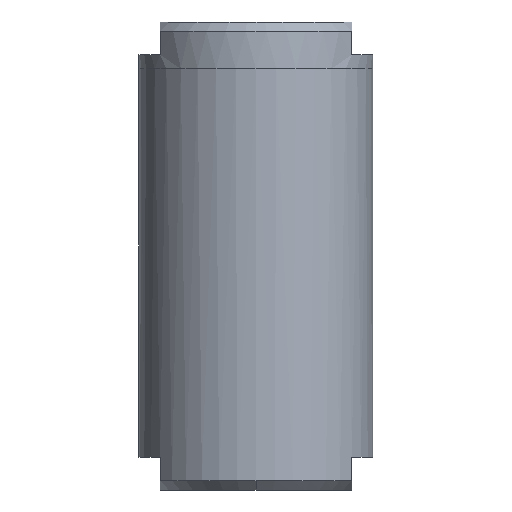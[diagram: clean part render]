
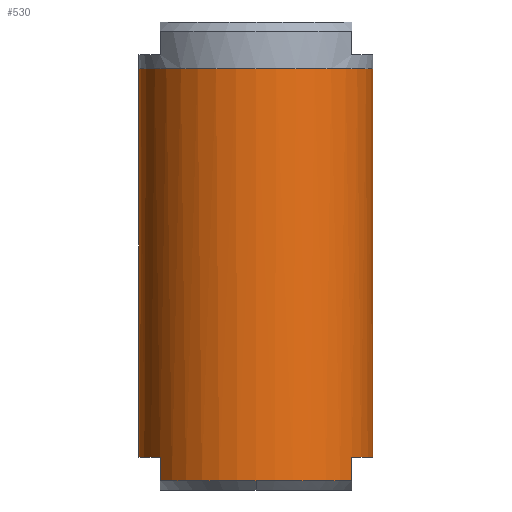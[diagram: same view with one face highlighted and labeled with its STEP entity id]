
A CAD part, front view. The second image highlights one B-rep face of the part: STEP entity #530.
In plain terms, the highlighted cylindrical face has radius 25 mm (diameter 50 mm), a partial arc.
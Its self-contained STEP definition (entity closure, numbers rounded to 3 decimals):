
#6 = VERTEX_POINT ( 'NONE', #1030 ) ;
#15 = CARTESIAN_POINT ( 'NONE',  ( -25., 0., 0. ) ) ;
#26 = CARTESIAN_POINT ( 'NONE',  ( -20.5, -14.309, -83. ) ) ;
#28 = CARTESIAN_POINT ( 'NONE',  ( -25., 0., -83. ) ) ;
#122 = ORIENTED_EDGE ( 'NONE', *, *, #525, .T. ) ;
#186 = DIRECTION ( 'NONE',  ( 1., 0., 0. ) ) ;
#206 = CARTESIAN_POINT ( 'NONE',  ( 0., 0., -83. ) ) ;
#243 = DIRECTION ( 'NONE',  ( 1., 0., 0. ) ) ;
#250 = DIRECTION ( 'NONE',  ( 1., 0., 0. ) ) ;
#253 = LINE ( 'NONE', #276, #873 ) ;
#276 = CARTESIAN_POINT ( 'NONE',  ( -20.5, -14.309, -83. ) ) ;
#290 = EDGE_CURVE ( 'NONE', #511, #1037, #338, .T. ) ;
#291 = VERTEX_POINT ( 'NONE', #608 ) ;
#295 = AXIS2_PLACEMENT_3D ( 'NONE', #297, #972, #186 ) ;
#297 = CARTESIAN_POINT ( 'NONE',  ( 0., 0., -88. ) ) ;
#306 = LINE ( 'NONE', #1290, #1308 ) ;
#308 = CARTESIAN_POINT ( 'NONE',  ( -20.5, -14.309, -88. ) ) ;
#338 = CIRCLE ( 'NONE', #1363, 25. ) ;
#347 = ORIENTED_EDGE ( 'NONE', *, *, #756, .T. ) ;
#359 = VECTOR ( 'NONE', #415, 1000. ) ;
#371 = LINE ( 'NONE', #378, #1162 ) ;
#378 = CARTESIAN_POINT ( 'NONE',  ( 25., 0., 0. ) ) ;
#409 = DIRECTION ( 'NONE',  ( 0., 0., 1. ) ) ;
#415 = DIRECTION ( 'NONE',  ( 0., 0., 1. ) ) ;
#426 = EDGE_CURVE ( 'NONE', #624, #6, #306, .T. ) ;
#462 = EDGE_CURVE ( 'NONE', #1008, #1037, #1155, .T. ) ;
#489 = EDGE_LOOP ( 'NONE', ( #1397, #546, #347, #614, #122, #1131, #1307, #986, #554 ) ) ;
#511 = VERTEX_POINT ( 'NONE', #636 ) ;
#525 = EDGE_CURVE ( 'NONE', #291, #624, #612, .T. ) ;
#530 = ADVANCED_FACE ( 'NONE', ( #918 ), #587, .T. ) ;
#546 = ORIENTED_EDGE ( 'NONE', *, *, #991, .T. ) ;
#554 = ORIENTED_EDGE ( 'NONE', *, *, #290, .T. ) ;
#568 = DIRECTION ( 'NONE',  ( 1., 0., 0. ) ) ;
#587 = CYLINDRICAL_SURFACE ( 'NONE', #826, 25. ) ;
#608 = CARTESIAN_POINT ( 'NONE',  ( 0., -25., -88. ) ) ;
#612 = CIRCLE ( 'NONE', #295, 25. ) ;
#614 = ORIENTED_EDGE ( 'NONE', *, *, #808, .T. ) ;
#624 = VERTEX_POINT ( 'NONE', #1148 ) ;
#636 = CARTESIAN_POINT ( 'NONE',  ( 25., 0., 0. ) ) ;
#645 = DIRECTION ( 'NONE',  ( 0., 0., 1. ) ) ;
#647 = DIRECTION ( 'NONE',  ( 0., 0., 1. ) ) ;
#671 = EDGE_CURVE ( 'NONE', #708, #511, #371, .T. ) ;
#708 = VERTEX_POINT ( 'NONE', #1328 ) ;
#756 = EDGE_CURVE ( 'NONE', #1242, #1175, #253, .T. ) ;
#808 = EDGE_CURVE ( 'NONE', #1175, #291, #981, .T. ) ;
#826 = AXIS2_PLACEMENT_3D ( 'NONE', #1071, #409, #1163 ) ;
#828 = DIRECTION ( 'NONE',  ( 0., 0., -1. ) ) ;
#873 = VECTOR ( 'NONE', #828, 1000. ) ;
#916 = DIRECTION ( 'NONE',  ( 0., 0., 1. ) ) ;
#918 = FACE_OUTER_BOUND ( 'NONE', #489, .T. ) ;
#926 = AXIS2_PLACEMENT_3D ( 'NONE', #1019, #1120, #568 ) ;
#945 = CIRCLE ( 'NONE', #1011, 25. ) ;
#972 = DIRECTION ( 'NONE',  ( 0., 0., 1. ) ) ;
#981 = CIRCLE ( 'NONE', #926, 25. ) ;
#986 = ORIENTED_EDGE ( 'NONE', *, *, #671, .T. ) ;
#991 = EDGE_CURVE ( 'NONE', #1008, #1242, #1320, .T. ) ;
#1008 = VERTEX_POINT ( 'NONE', #28 ) ;
#1011 = AXIS2_PLACEMENT_3D ( 'NONE', #206, #647, #250 ) ;
#1016 = DIRECTION ( 'NONE',  ( 1., 0., 0. ) ) ;
#1017 = DIRECTION ( 'NONE',  ( 0., 0., -1. ) ) ;
#1019 = CARTESIAN_POINT ( 'NONE',  ( 0., 0., -88. ) ) ;
#1022 = DIRECTION ( 'NONE',  ( 0., 0., 1. ) ) ;
#1030 = CARTESIAN_POINT ( 'NONE',  ( 20.5, -14.309, -83. ) ) ;
#1037 = VERTEX_POINT ( 'NONE', #15 ) ;
#1071 = CARTESIAN_POINT ( 'NONE',  ( 0., 0., 0. ) ) ;
#1118 = CARTESIAN_POINT ( 'NONE',  ( 0., 0., -83. ) ) ;
#1120 = DIRECTION ( 'NONE',  ( 0., 0., 1. ) ) ;
#1131 = ORIENTED_EDGE ( 'NONE', *, *, #426, .T. ) ;
#1148 = CARTESIAN_POINT ( 'NONE',  ( 20.5, -14.309, -88. ) ) ;
#1155 = LINE ( 'NONE', #1180, #359 ) ;
#1162 = VECTOR ( 'NONE', #916, 1000. ) ;
#1163 = DIRECTION ( 'NONE',  ( 1., 0., 0. ) ) ;
#1175 = VERTEX_POINT ( 'NONE', #308 ) ;
#1180 = CARTESIAN_POINT ( 'NONE',  ( -25., 0., 0. ) ) ;
#1241 = AXIS2_PLACEMENT_3D ( 'NONE', #1118, #1022, #1016 ) ;
#1242 = VERTEX_POINT ( 'NONE', #26 ) ;
#1290 = CARTESIAN_POINT ( 'NONE',  ( 20.5, -14.309, -83. ) ) ;
#1293 = EDGE_CURVE ( 'NONE', #6, #708, #945, .T. ) ;
#1307 = ORIENTED_EDGE ( 'NONE', *, *, #1293, .T. ) ;
#1308 = VECTOR ( 'NONE', #645, 1000. ) ;
#1320 = CIRCLE ( 'NONE', #1241, 25. ) ;
#1327 = CARTESIAN_POINT ( 'NONE',  ( 0., 0., 0. ) ) ;
#1328 = CARTESIAN_POINT ( 'NONE',  ( 25., 0., -83. ) ) ;
#1363 = AXIS2_PLACEMENT_3D ( 'NONE', #1327, #1017, #243 ) ;
#1397 = ORIENTED_EDGE ( 'NONE', *, *, #462, .F. ) ;
